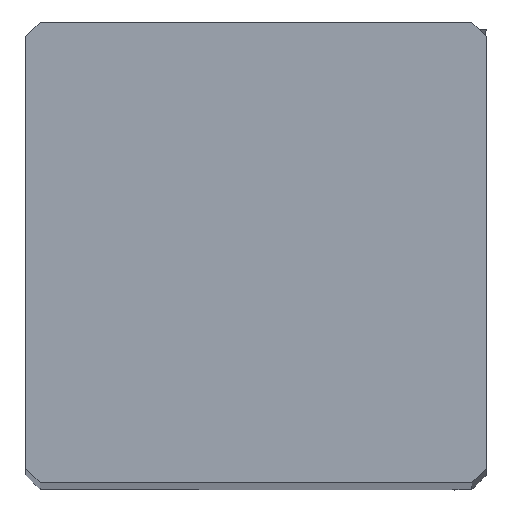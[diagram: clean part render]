
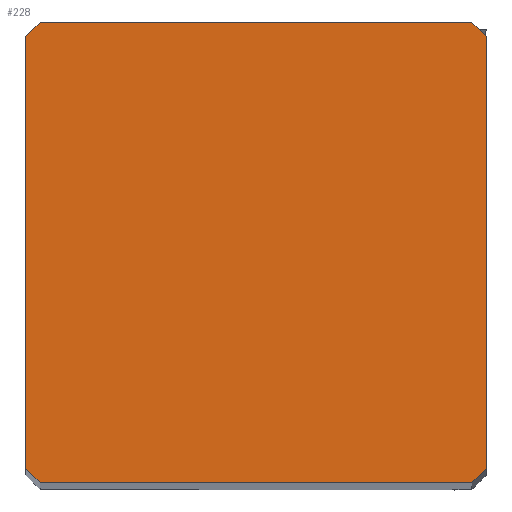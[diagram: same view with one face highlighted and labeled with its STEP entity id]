
A CAD part, top view. The second image highlights one B-rep face of the part: STEP entity #228.
In plain terms, the highlighted planar face has unit normal (0, 0, 1).
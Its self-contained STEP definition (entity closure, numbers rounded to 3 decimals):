
#148=FACE_OUTER_BOUND('',#357,.T.);
#228=ADVANCED_FACE('',(#148),#294,.T.);
#294=PLANE('',#1736);
#357=EDGE_LOOP('',(#594,#595,#596,#597,#598,#599,#600,#601));
#594=ORIENTED_EDGE('',*,*,#1112,.F.);
#595=ORIENTED_EDGE('',*,*,#1113,.F.);
#596=ORIENTED_EDGE('',*,*,#1047,.T.);
#597=ORIENTED_EDGE('',*,*,#1111,.F.);
#598=ORIENTED_EDGE('',*,*,#1104,.F.);
#599=ORIENTED_EDGE('',*,*,#1114,.F.);
#600=ORIENTED_EDGE('',*,*,#1115,.T.);
#601=ORIENTED_EDGE('',*,*,#1116,.F.);
#884=VERTEX_POINT('',#2420);
#885=VERTEX_POINT('',#2422);
#928=VERTEX_POINT('',#2551);
#929=VERTEX_POINT('',#2553);
#933=VERTEX_POINT('',#2586);
#934=VERTEX_POINT('',#2587);
#935=VERTEX_POINT('',#2590);
#936=VERTEX_POINT('',#2592);
#1047=EDGE_CURVE('',#885,#884,#1395,.T.);
#1104=EDGE_CURVE('',#928,#929,#1430,.T.);
#1111=EDGE_CURVE('',#929,#884,#1434,.T.);
#1112=EDGE_CURVE('',#933,#934,#1435,.T.);
#1113=EDGE_CURVE('',#885,#933,#1436,.T.);
#1114=EDGE_CURVE('',#935,#928,#1437,.T.);
#1115=EDGE_CURVE('',#935,#936,#1438,.T.);
#1116=EDGE_CURVE('',#934,#936,#1439,.T.);
#1395=LINE('',#2421,#1511);
#1430=LINE('',#2552,#1546);
#1434=LINE('',#2583,#1550);
#1435=LINE('',#2585,#1551);
#1436=LINE('',#2588,#1552);
#1437=LINE('',#2589,#1553);
#1438=LINE('',#2591,#1554);
#1439=LINE('',#2593,#1555);
#1511=VECTOR('',#1960,1.);
#1546=VECTOR('',#2059,1.);
#1550=VECTOR('',#2069,1.);
#1551=VECTOR('',#2072,1.);
#1552=VECTOR('',#2073,1.);
#1553=VECTOR('',#2074,1.);
#1554=VECTOR('',#2075,1.);
#1555=VECTOR('',#2076,1.);
#1736=AXIS2_PLACEMENT_3D('',#2594,#2077,#2078);
#1960=DIRECTION('',(1.,0.,0.));
#2059=DIRECTION('',(0.,-1.,0.));
#2069=DIRECTION('',(-0.707,-0.707,0.));
#2072=DIRECTION('',(0.,1.,0.));
#2073=DIRECTION('',(-0.707,0.707,0.));
#2074=DIRECTION('',(0.707,-0.707,0.));
#2075=DIRECTION('',(-1.,0.,0.));
#2076=DIRECTION('',(0.707,0.707,0.));
#2077=DIRECTION('',(0.,0.,1.));
#2078=DIRECTION('',(-1.,0.,0.));
#2420=CARTESIAN_POINT('',(15.5,0.,0.));
#2421=CARTESIAN_POINT('',(0.5,0.,0.));
#2422=CARTESIAN_POINT('',(0.5,0.,0.));
#2551=CARTESIAN_POINT('',(16.,15.5,0.));
#2552=CARTESIAN_POINT('',(16.,15.5,0.));
#2553=CARTESIAN_POINT('',(16.,0.5,0.));
#2583=CARTESIAN_POINT('',(16.,0.5,0.));
#2585=CARTESIAN_POINT('',(0.,0.5,0.));
#2586=CARTESIAN_POINT('',(0.,0.5,0.));
#2587=CARTESIAN_POINT('',(0.,15.5,0.));
#2588=CARTESIAN_POINT('',(0.5,0.,0.));
#2589=CARTESIAN_POINT('',(15.5,16.,0.));
#2590=CARTESIAN_POINT('',(15.5,16.,0.));
#2591=CARTESIAN_POINT('',(15.5,16.,0.));
#2592=CARTESIAN_POINT('',(0.5,16.,0.));
#2593=CARTESIAN_POINT('',(0.,15.5,0.));
#2594=CARTESIAN_POINT('',(8.,8.,0.));
